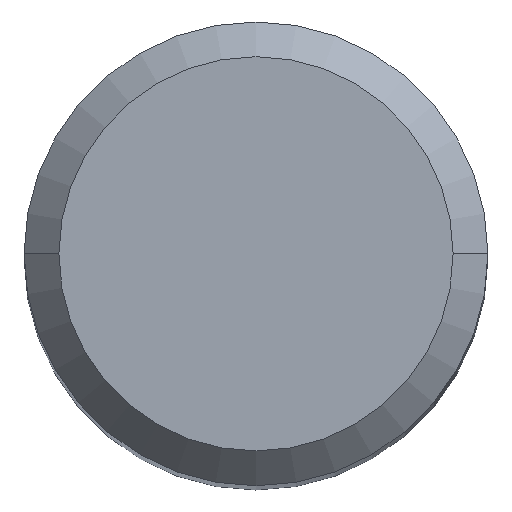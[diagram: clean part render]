
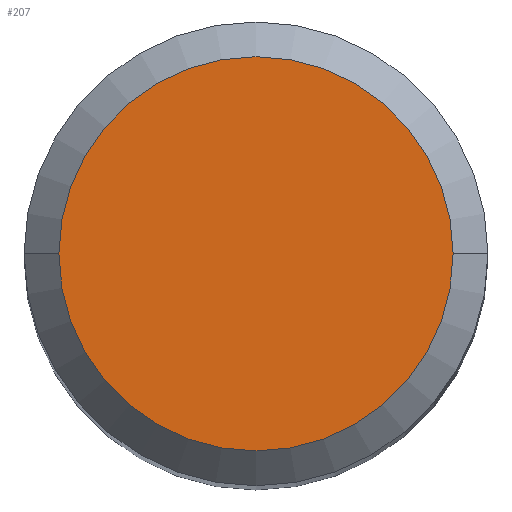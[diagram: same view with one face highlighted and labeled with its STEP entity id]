
A CAD part, top view. The second image highlights one B-rep face of the part: STEP entity #207.
In plain terms, the highlighted planar face has unit normal (0, 0, 1).
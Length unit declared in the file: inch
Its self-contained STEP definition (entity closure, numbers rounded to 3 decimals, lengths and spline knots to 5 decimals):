
#12 = AXIS2_PLACEMENT_3D ( 'NONE', #489, #109, #488 ) ;
#21 = ORIENTED_EDGE ( 'NONE', *, *, #273, .T. ) ;
#32 = DIRECTION ( 'NONE',  ( -1., 0., 0. ) ) ;
#56 = EDGE_LOOP ( 'NONE', ( #21, #346 ) ) ;
#79 = AXIS2_PLACEMENT_3D ( 'NONE', #431, #275, #386 ) ;
#104 = CIRCLE ( 'NONE', #12, 0.13387 ) ;
#109 = DIRECTION ( 'NONE',  ( 0., 0., 1. ) ) ;
#138 = CIRCLE ( 'NONE', #79, 0.13387 ) ;
#189 = AXIS2_PLACEMENT_3D ( 'NONE', #417, #454, #32 ) ;
#196 = VERTEX_POINT ( 'NONE', #412 ) ;
#207 = ADVANCED_FACE ( 'NONE', ( #228 ), #378, .F. ) ;
#225 = EDGE_CURVE ( 'NONE', #196, #226, #104, .T. ) ;
#226 = VERTEX_POINT ( 'NONE', #345 ) ;
#228 = FACE_OUTER_BOUND ( 'NONE', #56, .T. ) ;
#273 = EDGE_CURVE ( 'NONE', #226, #196, #138, .T. ) ;
#275 = DIRECTION ( 'NONE',  ( 0., 0., 1. ) ) ;
#345 = CARTESIAN_POINT ( 'NONE',  ( -0.13387, 0., 0. ) ) ;
#346 = ORIENTED_EDGE ( 'NONE', *, *, #225, .T. ) ;
#378 = PLANE ( 'NONE',  #189 ) ;
#386 = DIRECTION ( 'NONE',  ( 1., 0., 0. ) ) ;
#412 = CARTESIAN_POINT ( 'NONE',  ( 0.13387, 0., 0. ) ) ;
#417 = CARTESIAN_POINT ( 'NONE',  ( 0., 0., 0. ) ) ;
#431 = CARTESIAN_POINT ( 'NONE',  ( 0., 0., 0. ) ) ;
#454 = DIRECTION ( 'NONE',  ( 0., 0., -1. ) ) ;
#488 = DIRECTION ( 'NONE',  ( 1., 0., 0. ) ) ;
#489 = CARTESIAN_POINT ( 'NONE',  ( 0., 0., 0. ) ) ;
